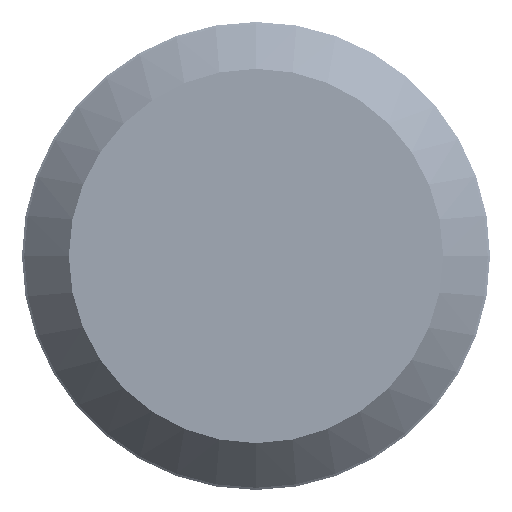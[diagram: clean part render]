
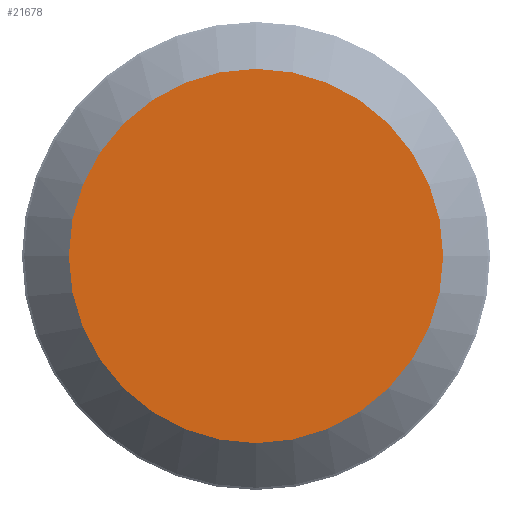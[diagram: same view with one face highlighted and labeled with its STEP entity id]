
A CAD part, left-side view. The second image highlights one B-rep face of the part: STEP entity #21678.
In plain terms, the highlighted planar face has unit normal (-1, 0, 0).
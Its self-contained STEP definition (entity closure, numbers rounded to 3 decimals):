
#1992 = CARTESIAN_POINT ( 'NONE',  ( 6.85, 0., 0. ) ) ;
#7918 = EDGE_LOOP ( 'NONE', ( #20527 ) ) ;
#8192 = DIRECTION ( 'NONE',  ( 0., 0., -1. ) ) ;
#20527 = ORIENTED_EDGE ( 'NONE', *, *, #76872, .T. ) ;
#21678 = ADVANCED_FACE ( 'NONE', ( #27182 ), #46471, .F. ) ;
#21925 = CARTESIAN_POINT ( 'NONE',  ( 6.85, 9.238, 0. ) ) ;
#27182 = FACE_OUTER_BOUND ( 'NONE', #7918, .T. ) ;
#28625 = CARTESIAN_POINT ( 'NONE',  ( 6.85, 0., -4. ) ) ;
#33856 = CIRCLE ( 'NONE', #60311, 4. ) ;
#34315 = DIRECTION ( 'NONE',  ( 1., 0., 0. ) ) ;
#45177 = DIRECTION ( 'NONE',  ( -1., 0., 0. ) ) ;
#46471 = PLANE ( 'NONE',  #50159 ) ;
#50159 = AXIS2_PLACEMENT_3D ( 'NONE', #21925, #34315, #77468 ) ;
#60311 = AXIS2_PLACEMENT_3D ( 'NONE', #1992, #45177, #8192 ) ;
#72737 = VERTEX_POINT ( 'NONE', #28625 ) ;
#76872 = EDGE_CURVE ( 'NONE', #72737, #72737, #33856, .T. ) ;
#77468 = DIRECTION ( 'NONE',  ( 0., 0., -1. ) ) ;
